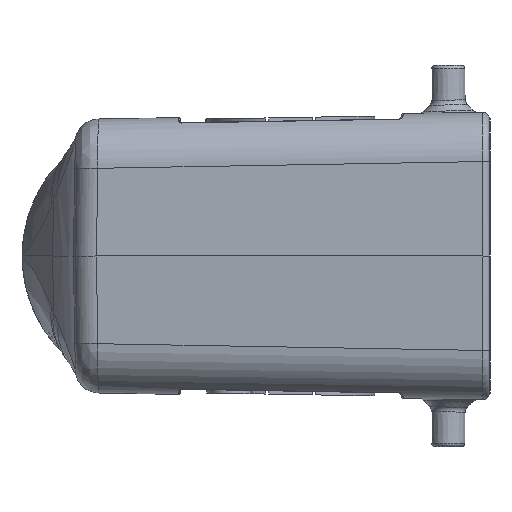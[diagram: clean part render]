
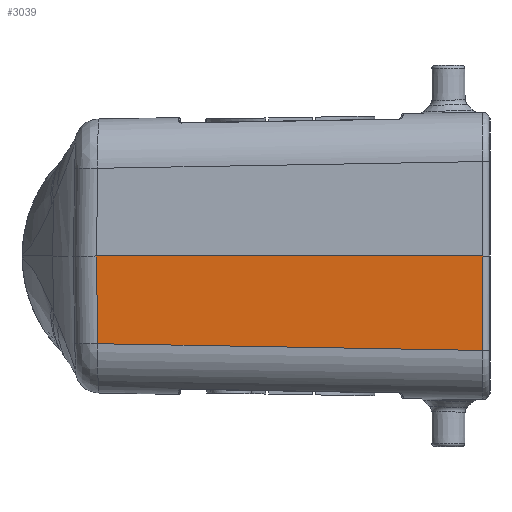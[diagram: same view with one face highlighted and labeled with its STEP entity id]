
A CAD part, left-side view. The second image highlights one B-rep face of the part: STEP entity #3039.
In plain terms, the highlighted planar face has unit normal (-1, 0.018, -0.017).
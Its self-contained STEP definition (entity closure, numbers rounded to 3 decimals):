
#555=FACE_OUTER_BOUND('',#3850,.T.);
#914=PLANE('',#9107);
#1824=LINE('',#16134,#2512);
#1846=LINE('',#17490,#2534);
#1847=LINE('',#17515,#2535);
#1848=LINE('',#17517,#2536);
#2512=VECTOR('',#10535,1.);
#2534=VECTOR('',#10689,1.);
#2535=VECTOR('',#10704,1.);
#2536=VECTOR('',#10705,1.);
#3039=ADVANCED_FACE('NONE',(#555),#914,.T.);
#3850=EDGE_LOOP('',(#5634,#5635,#5636,#5637));
#5634=ORIENTED_EDGE('',*,*,#8067,.T.);
#5635=ORIENTED_EDGE('',*,*,#8172,.T.);
#5636=ORIENTED_EDGE('',*,*,#8180,.F.);
#5637=ORIENTED_EDGE('',*,*,#8181,.F.);
#7030=VERTEX_POINT('',#15995);
#7035=VERTEX_POINT('',#16133);
#7110=VERTEX_POINT('',#17489);
#7116=VERTEX_POINT('',#17516);
#8067=EDGE_CURVE('NONE',#7035,#7030,#1824,.T.);
#8172=EDGE_CURVE('NONE',#7030,#7110,#1846,.T.);
#8180=EDGE_CURVE('NONE',#7116,#7110,#1847,.T.);
#8181=EDGE_CURVE('NONE',#7035,#7116,#1848,.T.);
#9107=AXIS2_PLACEMENT_3D('',#17518,#10706,#10707);
#10535=DIRECTION('',(0.017,-0.017,-1.));
#10689=DIRECTION('',(-0.017,-1.,-0.017));
#10704=DIRECTION('',(0.017,0.,-1.));
#10705=DIRECTION('',(-0.017,-1.,0.));
#10706=DIRECTION('',(-1.,0.017,-0.017));
#10707=DIRECTION('',(-0.017,-1.,0.));
#15995=CARTESIAN_POINT('',(-58.753,128.333,-13.114));
#16133=CARTESIAN_POINT('',(-58.978,128.562,0.));
#16134=CARTESIAN_POINT('',(-59.009,128.594,1.83));
#17489=CARTESIAN_POINT('',(-59.739,70.817,-14.118));
#17490=CARTESIAN_POINT('',(-59.748,70.291,-14.127));
#17515=CARTESIAN_POINT('',(-59.739,70.817,-14.14));
#17516=CARTESIAN_POINT('',(-59.986,70.818,0.));
#17517=CARTESIAN_POINT('',(-60.,70.007,0.));
#17518=CARTESIAN_POINT('',(-60.049,70.,2.835));
